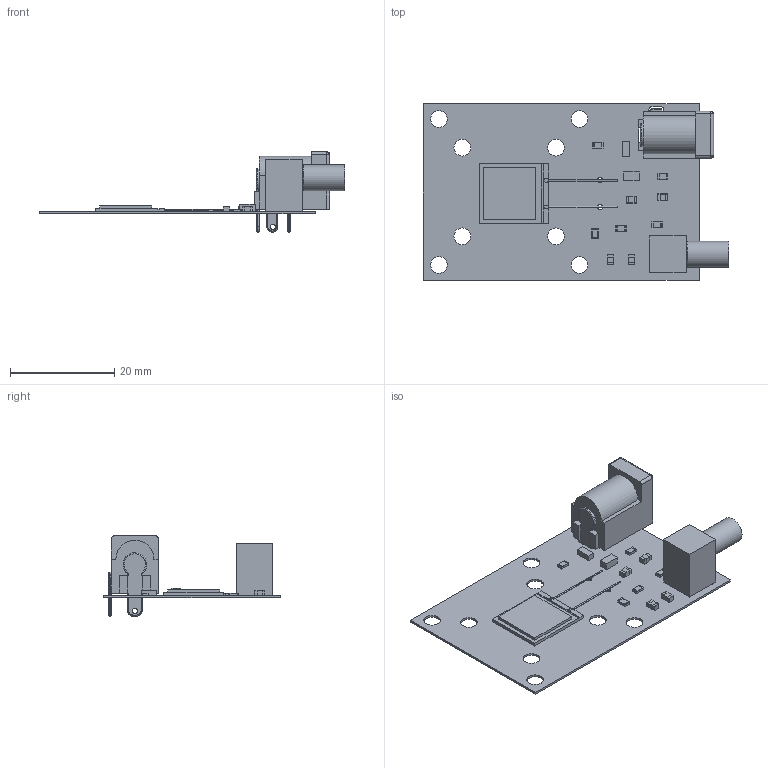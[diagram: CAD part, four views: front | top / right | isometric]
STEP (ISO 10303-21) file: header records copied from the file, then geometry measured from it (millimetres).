
FILE_DESCRIPTION(('Open CASCADE Model'),'2;1');
FILE_NAME('Open CASCADE Shape Model','2020-09-26T00:10:00',('Author'),( 'Open CASCADE'),'Open CASCADE STEP processor 6.8','Open CASCADE 6.8' ,'Unknown');
FILE_SCHEMA(('AUTOMOTIVE_DESIGN { 1 0 10303 214 1 1 1 1 }'));
Length unit declared in the file: millimetre
Products named in the file (29): PCB; BoardPIN_Diod; Open CASCADE STEP translator 6.8 2.1.1; XW?PIN_Diod; 6332683808; Extruded; 6332688208; Cylinder; VD1PIN_Diod; 6332681088; VD2PIN_Diod; FDS1010-Step; XS1PIN_Diod; User_Library-ds-210; R5PIN_Diod; User_Library-Chip_Resistor2; R4PIN_Diod; R3PIN_Diod; R2PIN_Diod; R1PIN_Diod; DA1PIN_Diod; 6332693408; C5PIN_Diod; User_Library-CAPC2013X10; C4PIN_Diod; C3PIN_Diod; C1PIN_Diod
Assembly tree (35 placements, depth 4):
  PCB
    BoardPIN_Diod
      Open CASCADE STEP translator 6.8 2.1.1
    XW?PIN_Diod
      6332683808
        Extruded
      6332688208
        Cylinder
    VD1PIN_Diod
      6332681088
        Extruded
    VD2PIN_Diod
      FDS1010-Step
    XS1PIN_Diod
      User_Library-ds-210
    R5PIN_Diod
      User_Library-Chip_Resistor2
    R4PIN_Diod
      User_Library-Chip_Resistor2
    R3PIN_Diod
      User_Library-Chip_Resistor2
    R2PIN_Diod
      User_Library-Chip_Resistor2
    R1PIN_Diod
      User_Library-Chip_Resistor2
    DA1PIN_Diod
      6332693408
        Extruded
    C5PIN_Diod
      User_Library-CAPC2013X10
    C4PIN_Diod
      User_Library-CAPC2013X10
    C3PIN_Diod
      User_Library-CAPC2013X10
    C1PIN_Diod
      User_Library-CAPC2013X10
Bounding box: 58.7 x 34 x 15.4 mm (x, y, z)
Volume: 1542.3 mm3; surface area: 5941 mm2
Topology: 17 solids, 19 shells, 615 faces, 1451 edges, 804 vertices
Faces by surface type: cylinder 271, plane 247, bspline 57, sphere 40
Full cylindrical faces by diameter (mm): 1 x2, 1.5 x1, 2 x4, 3.2 x8, 5 x1
Entity records: 11382 total; most frequent: CARTESIAN_POINT 2366, DIRECTION 1636, ORIENTED_EDGE 1518, EDGE_CURVE 763, AXIS2_PLACEMENT_3D 582, VERTEX_POINT 476, LINE 472, VECTOR 472
